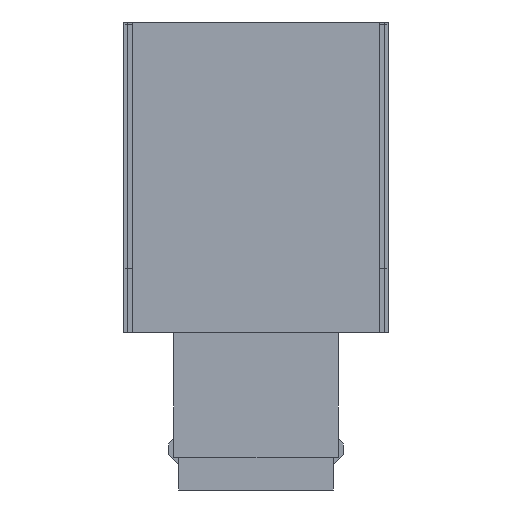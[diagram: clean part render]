
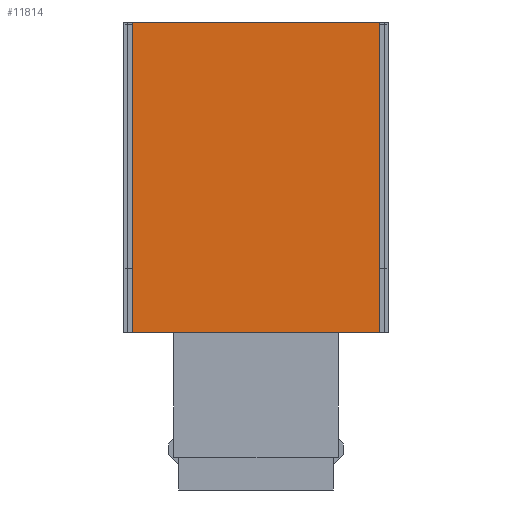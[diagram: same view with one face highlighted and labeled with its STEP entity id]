
A CAD part, left-side view. The second image highlights one B-rep face of the part: STEP entity #11814.
In plain terms, the highlighted planar face has unit normal (-1, 0, 0).
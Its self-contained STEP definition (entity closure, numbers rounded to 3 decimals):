
#748=PLANE('',#12728);
#1387=FACE_OUTER_BOUND('',#2079,.T.);
#2079=EDGE_LOOP('',(#10983,#10984,#10985,#10986));
#3344=LINE('',#24404,#4617);
#3348=LINE('',#24412,#4621);
#3351=LINE('',#24418,#4624);
#3354=LINE('',#24422,#4627);
#4617=VECTOR('',#15733,10.);
#4621=VECTOR('',#15739,10.);
#4624=VECTOR('',#15744,10.);
#4627=VECTOR('',#15749,10.);
#5968=VERTEX_POINT('',#24401);
#5969=VERTEX_POINT('',#24403);
#5972=VERTEX_POINT('',#24411);
#5974=VERTEX_POINT('',#24417);
#7640=EDGE_CURVE('',#5969,#5968,#3344,.T.);
#7644=EDGE_CURVE('',#5972,#5969,#3348,.T.);
#7647=EDGE_CURVE('',#5974,#5972,#3351,.T.);
#7650=EDGE_CURVE('',#5968,#5974,#3354,.T.);
#10983=ORIENTED_EDGE('',*,*,#7640,.T.);
#10984=ORIENTED_EDGE('',*,*,#7650,.T.);
#10985=ORIENTED_EDGE('',*,*,#7647,.T.);
#10986=ORIENTED_EDGE('',*,*,#7644,.T.);
#11814=ADVANCED_FACE('',(#1387),#748,.T.);
#12728=AXIS2_PLACEMENT_3D('',#24423,#15750,#15751);
#15733=DIRECTION('',(0.,-1.,0.));
#15739=DIRECTION('',(0.,0.,-1.));
#15744=DIRECTION('',(0.,1.,0.));
#15749=DIRECTION('',(0.,0.,1.));
#15750=DIRECTION('center_axis',(-1.,0.,0.));
#15751=DIRECTION('ref_axis',(0.,0.,1.));
#24401=CARTESIAN_POINT('',(-139.75,-3.26,11.));
#24403=CARTESIAN_POINT('',(-139.75,14.04,11.));
#24404=CARTESIAN_POINT('',(-139.75,14.64,11.));
#24411=CARTESIAN_POINT('',(-139.75,14.04,32.75));
#24412=CARTESIAN_POINT('',(-139.75,14.04,32.92));
#24417=CARTESIAN_POINT('',(-139.75,-3.26,32.75));
#24418=CARTESIAN_POINT('',(-139.75,-3.86,32.75));
#24422=CARTESIAN_POINT('',(-139.75,-3.26,10.83));
#24423=CARTESIAN_POINT('Origin',(-139.75,5.39,21.875));
